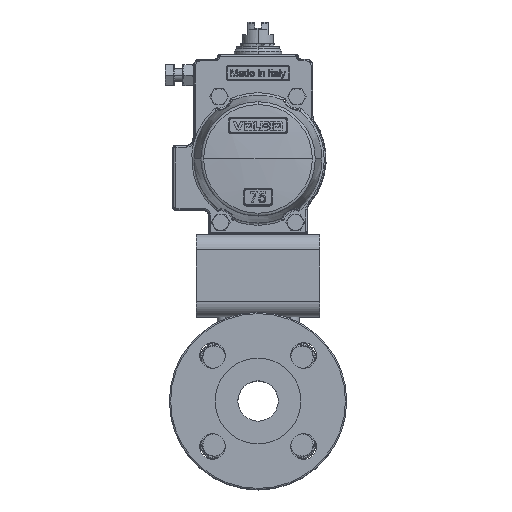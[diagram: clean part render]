
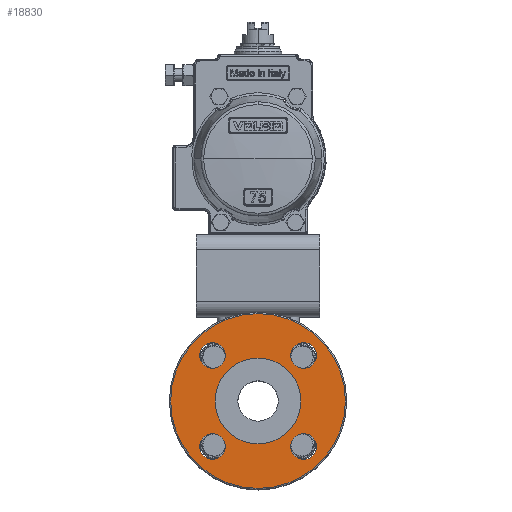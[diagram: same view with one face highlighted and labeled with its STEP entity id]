
A CAD part, top view. The second image highlights one B-rep face of the part: STEP entity #18830.
In plain terms, the highlighted planar face has unit normal (0, 0, 1).
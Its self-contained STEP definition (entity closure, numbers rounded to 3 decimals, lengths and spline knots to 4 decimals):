
#260 = VERTEX_POINT ( 'NONE', #48607 ) ;
#342 = AXIS2_PLACEMENT_3D ( 'NONE', #42788, #9636, #48330 ) ;
#426 = ORIENTED_EDGE ( 'NONE', *, *, #40608, .T. ) ;
#1566 = EDGE_CURVE ( 'NONE', #43836, #59209, #61731, .T. ) ;
#2267 = ORIENTED_EDGE ( 'NONE', *, *, #1566, .F. ) ;
#2755 = AXIS2_PLACEMENT_3D ( 'NONE', #11186, #49872, #16723 ) ;
#3072 = EDGE_CURVE ( 'NONE', #18346, #45837, #13993, .T. ) ;
#4500 = CARTESIAN_POINT ( 'NONE',  ( -1.106, -1.106, 2.52 ) ) ;
#5655 = ORIENTED_EDGE ( 'NONE', *, *, #42789, .T. ) ;
#5663 = EDGE_LOOP ( 'NONE', ( #10606, #21527 ) ) ;
#5951 = CIRCLE ( 'NONE', #52127, 2.1212 ) ;
#6122 = FACE_BOUND ( 'NONE', #18914, .T. ) ;
#8086 = EDGE_CURVE ( 'NONE', #68688, #15471, #62970, .T. ) ;
#9636 = DIRECTION ( 'NONE',  ( 0., 0., 1. ) ) ;
#9712 = CIRCLE ( 'NONE', #36247, 2.1212 ) ;
#10098 = DIRECTION ( 'NONE',  ( -1., 0., 0. ) ) ;
#10606 = ORIENTED_EDGE ( 'NONE', *, *, #38663, .F. ) ;
#11186 = CARTESIAN_POINT ( 'NONE',  ( 1.106, 1.106, 2.52 ) ) ;
#11508 = CARTESIAN_POINT ( 'NONE',  ( 1.106, -1.106, 2.52 ) ) ;
#11644 = CIRCLE ( 'NONE', #342, 0.314 ) ;
#11812 = ORIENTED_EDGE ( 'NONE', *, *, #8086, .F. ) ;
#13816 = DIRECTION ( 'NONE',  ( 0., 0., -1. ) ) ;
#13993 = CIRCLE ( 'NONE', #70516, 0.314 ) ;
#15243 = CIRCLE ( 'NONE', #66542, 0.314 ) ;
#15471 = VERTEX_POINT ( 'NONE', #68097 ) ;
#16183 = AXIS2_PLACEMENT_3D ( 'NONE', #25315, #63897, #30860 ) ;
#16591 = CARTESIAN_POINT ( 'NONE',  ( 0.792, -1.106, 2.52 ) ) ;
#16723 = DIRECTION ( 'NONE',  ( 1., 0., 0. ) ) ;
#16827 = CARTESIAN_POINT ( 'NONE',  ( 0., 0., 2.52 ) ) ;
#17035 = DIRECTION ( 'NONE',  ( 0., 0., 1. ) ) ;
#17056 = DIRECTION ( 'NONE',  ( 0., -1., 0. ) ) ;
#17653 = CARTESIAN_POINT ( 'NONE',  ( 1.42, -1.106, 2.52 ) ) ;
#18346 = VERTEX_POINT ( 'NONE', #27226 ) ;
#18474 = DIRECTION ( 'NONE',  ( 0., 0., 1. ) ) ;
#18830 = ADVANCED_FACE ( 'NONE', ( #6122, #50262, #37262, #35575, #63141, #48493 ), #69826, .T. ) ;
#18914 = EDGE_LOOP ( 'NONE', ( #58894, #11812 ) ) ;
#20720 = CARTESIAN_POINT ( 'NONE',  ( 0., 0., 2.52 ) ) ;
#20938 = ORIENTED_EDGE ( 'NONE', *, *, #3072, .F. ) ;
#21527 = ORIENTED_EDGE ( 'NONE', *, *, #28810, .F. ) ;
#21593 = ORIENTED_EDGE ( 'NONE', *, *, #23743, .T. ) ;
#22027 = EDGE_CURVE ( 'NONE', #15471, #68688, #71502, .T. ) ;
#22227 = AXIS2_PLACEMENT_3D ( 'NONE', #46961, #13816, #52547 ) ;
#22432 = DIRECTION ( 'NONE',  ( 1., 0., 0. ) ) ;
#22882 = CARTESIAN_POINT ( 'NONE',  ( 1.106, -1.106, 2.52 ) ) ;
#23743 = EDGE_CURVE ( 'NONE', #40517, #47147, #5951, .T. ) ;
#23902 = VERTEX_POINT ( 'NONE', #16591 ) ;
#24078 = CARTESIAN_POINT ( 'NONE',  ( -1.106, 1.106, 2.52 ) ) ;
#24504 = CARTESIAN_POINT ( 'NONE',  ( 1.04, 0., 2.52 ) ) ;
#25315 = CARTESIAN_POINT ( 'NONE',  ( 0., 0., 2.52 ) ) ;
#26308 = DIRECTION ( 'NONE',  ( 1., 0., 0. ) ) ;
#27086 = ORIENTED_EDGE ( 'NONE', *, *, #66853, .F. ) ;
#27226 = CARTESIAN_POINT ( 'NONE',  ( -1.42, -1.106, 2.52 ) ) ;
#28460 = DIRECTION ( 'NONE',  ( 0., -1., 0. ) ) ;
#28810 = EDGE_CURVE ( 'NONE', #23902, #40160, #29866, .T. ) ;
#29625 = DIRECTION ( 'NONE',  ( 0., 1., 0. ) ) ;
#29866 = CIRCLE ( 'NONE', #55070, 0.314 ) ;
#30860 = DIRECTION ( 'NONE',  ( -1., 0., 0. ) ) ;
#31470 = DIRECTION ( 'NONE',  ( 0., 0., 1. ) ) ;
#31745 = ORIENTED_EDGE ( 'NONE', *, *, #68085, .T. ) ;
#35575 = FACE_BOUND ( 'NONE', #46555, .T. ) ;
#36188 = CARTESIAN_POINT ( 'NONE',  ( -1.42, 1.106, 2.52 ) ) ;
#36247 = AXIS2_PLACEMENT_3D ( 'NONE', #16827, #55542, #22432 ) ;
#37262 = FACE_BOUND ( 'NONE', #5663, .T. ) ;
#37332 = CARTESIAN_POINT ( 'NONE',  ( -2.1212, 0., 2.52 ) ) ;
#37555 = CARTESIAN_POINT ( 'NONE',  ( -0.792, -1.106, 2.52 ) ) ;
#38663 = EDGE_CURVE ( 'NONE', #40160, #23902, #15243, .T. ) ;
#40116 = EDGE_LOOP ( 'NONE', ( #31745, #426 ) ) ;
#40160 = VERTEX_POINT ( 'NONE', #17653 ) ;
#40517 = VERTEX_POINT ( 'NONE', #40612 ) ;
#40608 = EDGE_CURVE ( 'NONE', #63403, #260, #56659, .T. ) ;
#40612 = CARTESIAN_POINT ( 'NONE',  ( 2.1212, 0., 2.52 ) ) ;
#42766 = ORIENTED_EDGE ( 'NONE', *, *, #66243, .F. ) ;
#42788 = CARTESIAN_POINT ( 'NONE',  ( -1.106, -1.106, 2.52 ) ) ;
#42789 = EDGE_CURVE ( 'NONE', #47147, #40517, #9712, .T. ) ;
#43233 = DIRECTION ( 'NONE',  ( 0., 0., 1. ) ) ;
#43385 = CIRCLE ( 'NONE', #52729, 0.314 ) ;
#43836 = VERTEX_POINT ( 'NONE', #47481 ) ;
#44043 = EDGE_LOOP ( 'NONE', ( #27086, #20938 ) ) ;
#44187 = AXIS2_PLACEMENT_3D ( 'NONE', #50181, #17035, #55737 ) ;
#45837 = VERTEX_POINT ( 'NONE', #37555 ) ;
#46555 = EDGE_LOOP ( 'NONE', ( #2267, #42766 ) ) ;
#46961 = CARTESIAN_POINT ( 'NONE',  ( 0., 0., 2.52 ) ) ;
#47147 = VERTEX_POINT ( 'NONE', #37332 ) ;
#47481 = CARTESIAN_POINT ( 'NONE',  ( 1.42, 1.106, 2.52 ) ) ;
#48330 = DIRECTION ( 'NONE',  ( -1., 0., 0. ) ) ;
#48493 = FACE_BOUND ( 'NONE', #40116, .T. ) ;
#48607 = CARTESIAN_POINT ( 'NONE',  ( -1.04, 0., 2.52 ) ) ;
#49585 = CIRCLE ( 'NONE', #22227, 1.04 ) ;
#49872 = DIRECTION ( 'NONE',  ( 0., 0., 1. ) ) ;
#50181 = CARTESIAN_POINT ( 'NONE',  ( -1.106, 1.106, 2.52 ) ) ;
#50202 = DIRECTION ( 'NONE',  ( 0., 0., 1. ) ) ;
#50262 = FACE_BOUND ( 'NONE', #44043, .T. ) ;
#51636 = CARTESIAN_POINT ( 'NONE',  ( 1.106, 1.106, 2.52 ) ) ;
#52127 = AXIS2_PLACEMENT_3D ( 'NONE', #20720, #59373, #26308 ) ;
#52547 = DIRECTION ( 'NONE',  ( -1., 0., 0. ) ) ;
#52729 = AXIS2_PLACEMENT_3D ( 'NONE', #51636, #18474, #57171 ) ;
#53485 = CARTESIAN_POINT ( 'NONE',  ( 0., 2.1525, 2.52 ) ) ;
#55070 = AXIS2_PLACEMENT_3D ( 'NONE', #22882, #61528, #28460 ) ;
#55542 = DIRECTION ( 'NONE',  ( 0., 0., 1. ) ) ;
#55737 = DIRECTION ( 'NONE',  ( 0., 1., 0. ) ) ;
#56123 = EDGE_LOOP ( 'NONE', ( #21593, #5655 ) ) ;
#56659 = CIRCLE ( 'NONE', #16183, 1.04 ) ;
#57171 = DIRECTION ( 'NONE',  ( 1., 0., 0. ) ) ;
#58894 = ORIENTED_EDGE ( 'NONE', *, *, #22027, .F. ) ;
#59209 = VERTEX_POINT ( 'NONE', #65254 ) ;
#59373 = DIRECTION ( 'NONE',  ( 0., 0., 1. ) ) ;
#60683 = AXIS2_PLACEMENT_3D ( 'NONE', #24078, #62652, #29625 ) ;
#61528 = DIRECTION ( 'NONE',  ( 0., 0., 1. ) ) ;
#61731 = CIRCLE ( 'NONE', #2755, 0.314 ) ;
#62652 = DIRECTION ( 'NONE',  ( 0., 0., 1. ) ) ;
#62970 = CIRCLE ( 'NONE', #60683, 0.314 ) ;
#63141 = FACE_OUTER_BOUND ( 'NONE', #56123, .T. ) ;
#63403 = VERTEX_POINT ( 'NONE', #24504 ) ;
#63897 = DIRECTION ( 'NONE',  ( 0., 0., -1. ) ) ;
#65254 = CARTESIAN_POINT ( 'NONE',  ( 0.792, 1.106, 2.52 ) ) ;
#66243 = EDGE_CURVE ( 'NONE', #59209, #43836, #43385, .T. ) ;
#66542 = AXIS2_PLACEMENT_3D ( 'NONE', #11508, #50202, #17056 ) ;
#66853 = EDGE_CURVE ( 'NONE', #45837, #18346, #11644, .T. ) ;
#68085 = EDGE_CURVE ( 'NONE', #260, #63403, #49585, .T. ) ;
#68097 = CARTESIAN_POINT ( 'NONE',  ( -0.792, 1.106, 2.52 ) ) ;
#68441 = AXIS2_PLACEMENT_3D ( 'NONE', #53485, #31470, #70042 ) ;
#68688 = VERTEX_POINT ( 'NONE', #36188 ) ;
#69826 = PLANE ( 'NONE',  #68441 ) ;
#70042 = DIRECTION ( 'NONE',  ( 1., 0., 0. ) ) ;
#70516 = AXIS2_PLACEMENT_3D ( 'NONE', #4500, #43233, #10098 ) ;
#71502 = CIRCLE ( 'NONE', #44187, 0.314 ) ;
